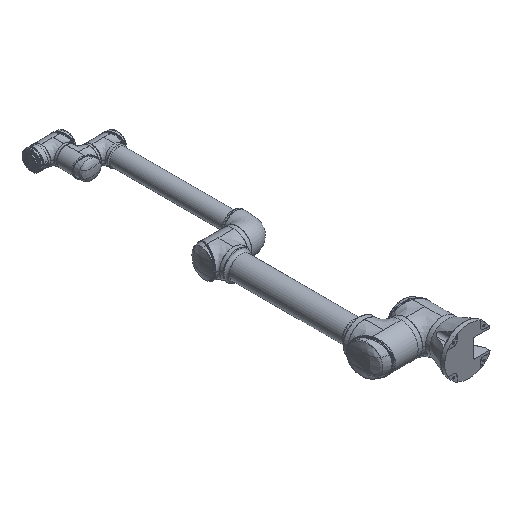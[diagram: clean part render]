
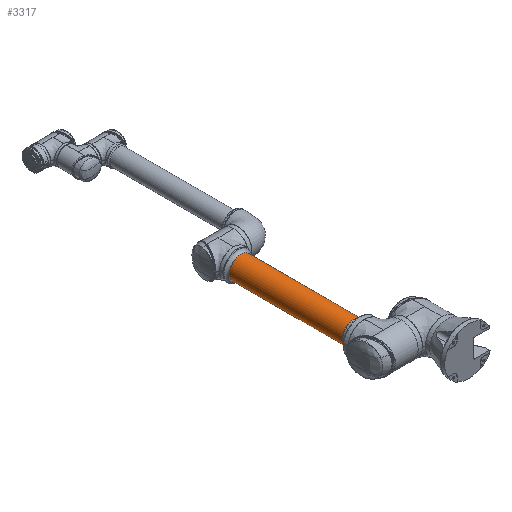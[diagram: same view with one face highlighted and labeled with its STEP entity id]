
A CAD part, isometric view. The second image highlights one B-rep face of the part: STEP entity #3317.
In plain terms, the highlighted cylindrical face has radius 60 mm (diameter 120 mm), a full revolution.
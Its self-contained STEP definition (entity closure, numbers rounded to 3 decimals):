
#3317 = ADVANCED_FACE ( 'NONE', ( #24144, #3682 ), #114412, .T. ) ;
#3682 = FACE_OUTER_BOUND ( 'NONE', #44817, .T. ) ;
#10469 = AXIS2_PLACEMENT_3D ( 'NONE', #78843, #13659, #57941 ) ;
#13659 = DIRECTION ( 'NONE',  ( 0., -1., 0. ) ) ;
#14126 = VERTEX_POINT ( 'NONE', #94440 ) ;
#20286 = ORIENTED_EDGE ( 'NONE', *, *, #128569, .T. ) ;
#24144 = FACE_OUTER_BOUND ( 'NONE', #62045, .T. ) ;
#26241 = CARTESIAN_POINT ( 'NONE',  ( 86., 158.3, 0. ) ) ;
#44817 = EDGE_LOOP ( 'NONE', ( #20286 ) ) ;
#55612 = CIRCLE ( 'NONE', #128075, 60. ) ;
#57206 = DIRECTION ( 'NONE',  ( 0., 1., 0. ) ) ;
#57941 = DIRECTION ( 'NONE',  ( 1., 0., 0. ) ) ;
#62045 = EDGE_LOOP ( 'NONE', ( #74958 ) ) ;
#68767 = VERTEX_POINT ( 'NONE', #104467 ) ;
#74958 = ORIENTED_EDGE ( 'NONE', *, *, #138484, .T. ) ;
#78843 = CARTESIAN_POINT ( 'NONE',  ( 86., 158.3, 0. ) ) ;
#90411 = DIRECTION ( 'NONE',  ( 1., 0., 0. ) ) ;
#94440 = CARTESIAN_POINT ( 'NONE',  ( 146., 756., 0. ) ) ;
#104467 = CARTESIAN_POINT ( 'NONE',  ( 146., 158.3, 0. ) ) ;
#112488 = AXIS2_PLACEMENT_3D ( 'NONE', #123703, #124170, #90411 ) ;
#114412 = CYLINDRICAL_SURFACE ( 'NONE', #10469, 60. ) ;
#123703 = CARTESIAN_POINT ( 'NONE',  ( 86., 756., 0. ) ) ;
#124170 = DIRECTION ( 'NONE',  ( 0., -1., 0. ) ) ;
#128075 = AXIS2_PLACEMENT_3D ( 'NONE', #26241, #57206, #133773 ) ;
#128569 = EDGE_CURVE ( 'NONE', #14126, #14126, #130969, .T. ) ;
#130969 = CIRCLE ( 'NONE', #112488, 60. ) ;
#133773 = DIRECTION ( 'NONE',  ( 1., 0., 0. ) ) ;
#138484 = EDGE_CURVE ( 'NONE', #68767, #68767, #55612, .T. ) ;
